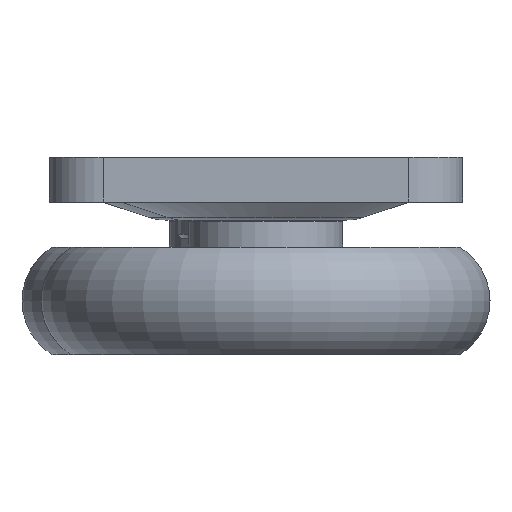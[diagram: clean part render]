
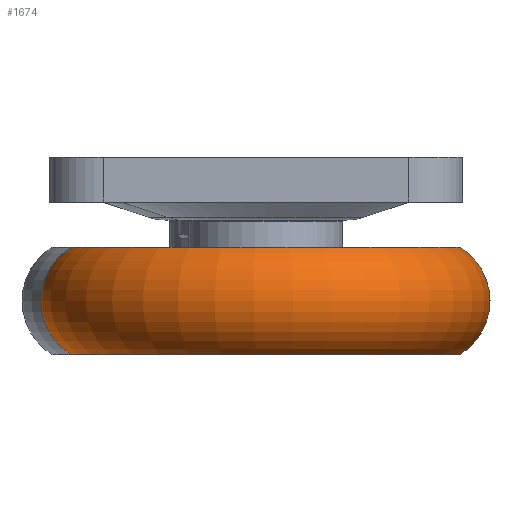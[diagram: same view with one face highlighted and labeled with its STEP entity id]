
A CAD part, front view. The second image highlights one B-rep face of the part: STEP entity #1674.
In plain terms, the highlighted toroidal (fillet/blend) face has major radius 9 mm and minor radius 3.5 mm.
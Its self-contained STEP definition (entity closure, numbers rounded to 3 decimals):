
#181=TOROIDAL_SURFACE('',#1907,9.,3.5);
#276=FACE_BOUND('',#651,.T.);
#439=FACE_OUTER_BOUND('',#650,.T.);
#650=EDGE_LOOP('',(#1468));
#651=EDGE_LOOP('',(#1469));
#881=CIRCLE('',#1908,10.803);
#882=CIRCLE('',#1909,10.803);
#1027=VERTEX_POINT('',#2943);
#1028=VERTEX_POINT('',#2945);
#1189=EDGE_CURVE('',#1027,#1027,#881,.T.);
#1190=EDGE_CURVE('',#1028,#1028,#882,.T.);
#1468=ORIENTED_EDGE('',*,*,#1189,.T.);
#1469=ORIENTED_EDGE('',*,*,#1190,.F.);
#1674=ADVANCED_FACE('',(#439,#276),#181,.T.);
#1907=AXIS2_PLACEMENT_3D('',#2942,#2408,#2409);
#1908=AXIS2_PLACEMENT_3D('',#2944,#2410,#2411);
#1909=AXIS2_PLACEMENT_3D('',#2946,#2412,#2413);
#2408=DIRECTION('center_axis',(-1.,0.,0.));
#2409=DIRECTION('ref_axis',(0.,0.,1.));
#2410=DIRECTION('center_axis',(-1.,0.,0.));
#2411=DIRECTION('ref_axis',(0.,1.,0.));
#2412=DIRECTION('center_axis',(-1.,0.,0.));
#2413=DIRECTION('ref_axis',(0.,1.,0.));
#2942=CARTESIAN_POINT('Origin',(3.,0.,0.));
#2943=CARTESIAN_POINT('',(6.,10.803,0.));
#2944=CARTESIAN_POINT('Origin',(6.,0.,0.));
#2945=CARTESIAN_POINT('',(0.,10.803,0.));
#2946=CARTESIAN_POINT('Origin',(0.,0.,0.));
